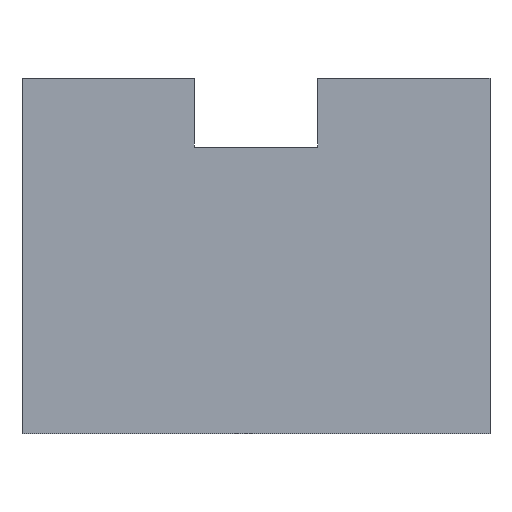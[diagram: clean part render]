
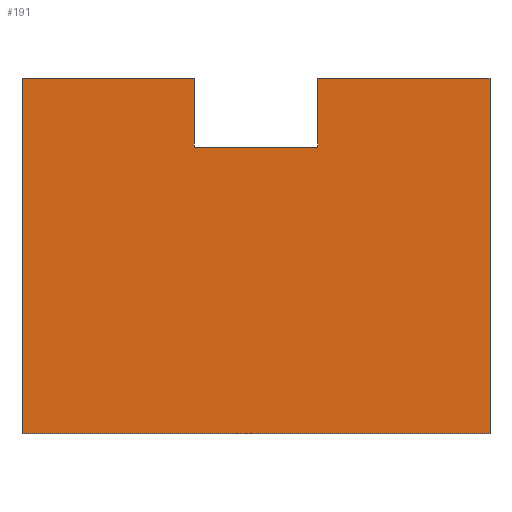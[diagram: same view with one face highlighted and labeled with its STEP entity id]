
A CAD part, front view. The second image highlights one B-rep face of the part: STEP entity #191.
In plain terms, the highlighted planar face has unit normal (0, -1, 0).
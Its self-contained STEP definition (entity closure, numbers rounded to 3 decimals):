
#25=FACE_OUTER_BOUND('',#35,.T.);
#35=EDGE_LOOP('',(#164,#165,#166,#167,#168,#169,#170,#171));
#36=LINE('',#266,#60);
#40=LINE('',#274,#64);
#43=LINE('',#280,#67);
#46=LINE('',#286,#70);
#49=LINE('',#292,#73);
#52=LINE('',#298,#76);
#55=LINE('',#304,#79);
#58=LINE('',#309,#82);
#60=VECTOR('',#220,10.);
#64=VECTOR('',#226,10.);
#67=VECTOR('',#231,10.);
#70=VECTOR('',#236,10.);
#73=VECTOR('',#241,10.);
#76=VECTOR('',#246,10.);
#79=VECTOR('',#251,10.);
#82=VECTOR('',#256,10.);
#84=VERTEX_POINT('',#264);
#85=VERTEX_POINT('',#265);
#88=VERTEX_POINT('',#273);
#90=VERTEX_POINT('',#279);
#92=VERTEX_POINT('',#285);
#94=VERTEX_POINT('',#291);
#96=VERTEX_POINT('',#297);
#98=VERTEX_POINT('',#303);
#100=EDGE_CURVE('',#84,#85,#36,.T.);
#104=EDGE_CURVE('',#88,#85,#40,.T.);
#107=EDGE_CURVE('',#90,#88,#43,.T.);
#110=EDGE_CURVE('',#92,#90,#46,.T.);
#113=EDGE_CURVE('',#94,#92,#49,.T.);
#116=EDGE_CURVE('',#96,#94,#52,.T.);
#119=EDGE_CURVE('',#98,#96,#55,.T.);
#122=EDGE_CURVE('',#84,#98,#58,.T.);
#164=ORIENTED_EDGE('',*,*,#122,.F.);
#165=ORIENTED_EDGE('',*,*,#100,.T.);
#166=ORIENTED_EDGE('',*,*,#104,.F.);
#167=ORIENTED_EDGE('',*,*,#107,.F.);
#168=ORIENTED_EDGE('',*,*,#110,.F.);
#169=ORIENTED_EDGE('',*,*,#113,.F.);
#170=ORIENTED_EDGE('',*,*,#116,.F.);
#171=ORIENTED_EDGE('',*,*,#119,.F.);
#181=PLANE('',#215);
#191=ADVANCED_FACE('',(#25),#181,.F.);
#215=AXIS2_PLACEMENT_3D('',#312,#260,#261);
#220=DIRECTION('',(-1.,0.,0.));
#226=DIRECTION('',(0.,0.,1.));
#231=DIRECTION('',(1.,0.,0.));
#236=DIRECTION('',(0.,0.,-1.));
#241=DIRECTION('',(1.,0.,0.));
#246=DIRECTION('',(0.,0.,1.));
#251=DIRECTION('',(-1.,0.,0.));
#256=DIRECTION('',(0.,0.,-1.));
#260=DIRECTION('center_axis',(0.,1.,0.));
#261=DIRECTION('ref_axis',(-1.,0.,0.));
#264=CARTESIAN_POINT('',(40.8,6.,0.));
#265=CARTESIAN_POINT('',(25.8,6.,0.));
#266=CARTESIAN_POINT('',(40.8,6.,0.));
#273=CARTESIAN_POINT('',(25.8,6.,-6.));
#274=CARTESIAN_POINT('',(25.8,6.,-6.));
#279=CARTESIAN_POINT('',(15.,6.,-6.));
#280=CARTESIAN_POINT('',(15.,6.,-6.));
#285=CARTESIAN_POINT('',(15.,6.,0.));
#286=CARTESIAN_POINT('',(15.,6.,0.));
#291=CARTESIAN_POINT('',(0.,6.,0.));
#292=CARTESIAN_POINT('',(0.,6.,0.));
#297=CARTESIAN_POINT('',(0.,6.,-31.));
#298=CARTESIAN_POINT('',(0.,6.,-31.));
#303=CARTESIAN_POINT('',(40.8,6.,-31.));
#304=CARTESIAN_POINT('',(40.8,6.,-31.));
#309=CARTESIAN_POINT('',(40.8,6.,0.));
#312=CARTESIAN_POINT('Origin',(20.4,6.,-15.5));
